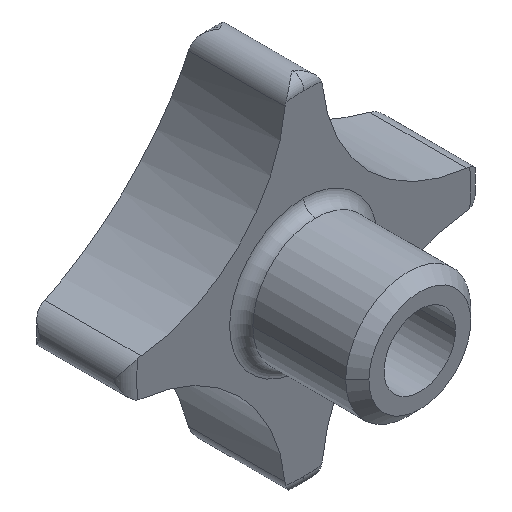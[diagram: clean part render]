
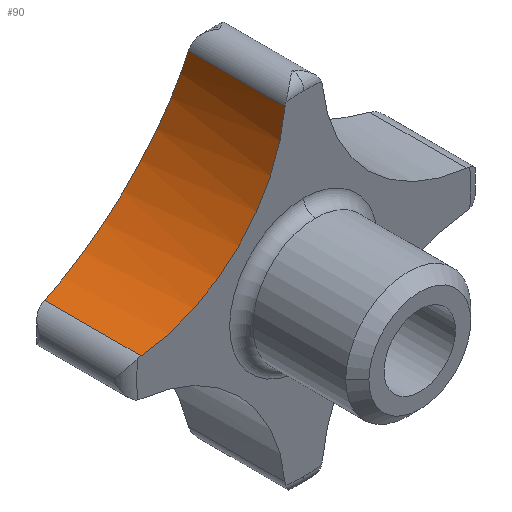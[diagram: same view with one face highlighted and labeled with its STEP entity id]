
A CAD part, isometric view. The second image highlights one B-rep face of the part: STEP entity #90.
In plain terms, the highlighted cylindrical face has radius 18 mm (diameter 36 mm), a partial arc.
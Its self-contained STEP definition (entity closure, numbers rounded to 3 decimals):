
#90 = ADVANCED_FACE( '', ( #139 ), #140, .F. );
#139 = FACE_OUTER_BOUND( '', #207, .T. );
#140 = CYLINDRICAL_SURFACE( '', #208, 18. );
#207 = EDGE_LOOP( '', ( #358, #359, #360, #361 ) );
#208 = AXIS2_PLACEMENT_3D( '', #362, #363, #364 );
#358 = ORIENTED_EDGE( '', *, *, #580, .F. );
#359 = ORIENTED_EDGE( '', *, *, #579, .F. );
#360 = ORIENTED_EDGE( '', *, *, #581, .F. );
#361 = ORIENTED_EDGE( '', *, *, #582, .T. );
#362 = CARTESIAN_POINT( '', ( -20., 0., 20. ) );
#363 = DIRECTION( '', ( 0., -1., 0. ) );
#364 = DIRECTION( '', ( 0.099, 0., -0.995 ) );
#579 = EDGE_CURVE( '', #717, #701, #719, .T. );
#580 = EDGE_CURVE( '', #701, #720, #721, .T. );
#581 = EDGE_CURVE( '', #722, #717, #723, .T. );
#582 = EDGE_CURVE( '', #722, #720, #724, .T. );
#701 = VERTEX_POINT( '', #992 );
#717 = VERTEX_POINT( '', #1065 );
#719 = LINE( '', #1067, #1068 );
#720 = VERTEX_POINT( '', #1069 );
#721 = B_SPLINE_CURVE_WITH_KNOTS( '', 3, ( #1070, #1071, #1072, #1073, #1074, #1075, #1076, #1077, #1078, #1079, #1080, #1081, #1082, #1083, #1084, #1085 ), .UNSPECIFIED., .F., .F., ( 4, 2, 2, 2, 2, 2, 2, 4 ), ( 0., 3.415, 6.831, 10.246, 13.662, 17.126, 20.59, 23.921 ), .UNSPECIFIED. );
#722 = VERTEX_POINT( '', #1086 );
#723 = CIRCLE( '', #1087, 18. );
#724 = LINE( '', #1088, #1089 );
#992 = CARTESIAN_POINT( '', ( -18.215, 23.821, 2.089 ) );
#1065 = CARTESIAN_POINT( '', ( -18.215, 13., 2.089 ) );
#1067 = CARTESIAN_POINT( '', ( -18.215, 0., 2.089 ) );
#1068 = VECTOR( '', #1300, 1. );
#1069 = CARTESIAN_POINT( '', ( -2.089, 23.821, 18.215 ) );
#1070 = CARTESIAN_POINT( '', ( -18.215, 23.821, 2.089 ) );
#1071 = CARTESIAN_POINT( '', ( -17.112, 24.082, 2.199 ) );
#1072 = CARTESIAN_POINT( '', ( -15.975, 24.323, 2.417 ) );
#1073 = CARTESIAN_POINT( '', ( -13.725, 24.734, 3.088 ) );
#1074 = CARTESIAN_POINT( '', ( -12.612, 24.905, 3.542 ) );
#1075 = CARTESIAN_POINT( '', ( -10.496, 25.161, 4.667 ) );
#1076 = CARTESIAN_POINT( '', ( -9.491, 25.248, 5.338 ) );
#1077 = CARTESIAN_POINT( '', ( -7.654, 25.332, 6.847 ) );
#1078 = CARTESIAN_POINT( '', ( -6.823, 25.33, 7.685 ) );
#1079 = CARTESIAN_POINT( '', ( -5.367, 25.249, 9.455 ) );
#1080 = CARTESIAN_POINT( '', ( -4.699, 25.166, 10.444 ) );
#1081 = CARTESIAN_POINT( '', ( -3.566, 24.912, 12.559 ) );
#1082 = CARTESIAN_POINT( '', ( -3.101, 24.741, 13.684 ) );
#1083 = CARTESIAN_POINT( '', ( -2.424, 24.328, 15.948 ) );
#1084 = CARTESIAN_POINT( '', ( -2.201, 24.088, 17.087 ) );
#1085 = CARTESIAN_POINT( '', ( -2.089, 23.821, 18.215 ) );
#1086 = CARTESIAN_POINT( '', ( -2.089, 13., 18.215 ) );
#1087 = AXIS2_PLACEMENT_3D( '', #1301, #1302, #1303 );
#1088 = CARTESIAN_POINT( '', ( -2.089, 0., 18.215 ) );
#1089 = VECTOR( '', #1304, 1. );
#1300 = DIRECTION( '', ( 0., 1., 0. ) );
#1301 = CARTESIAN_POINT( '', ( -20., 13., 20. ) );
#1302 = DIRECTION( '', ( 0., 1., 0. ) );
#1303 = DIRECTION( '', ( 0.099, 0., -0.995 ) );
#1304 = DIRECTION( '', ( 0., 1., 0. ) );
